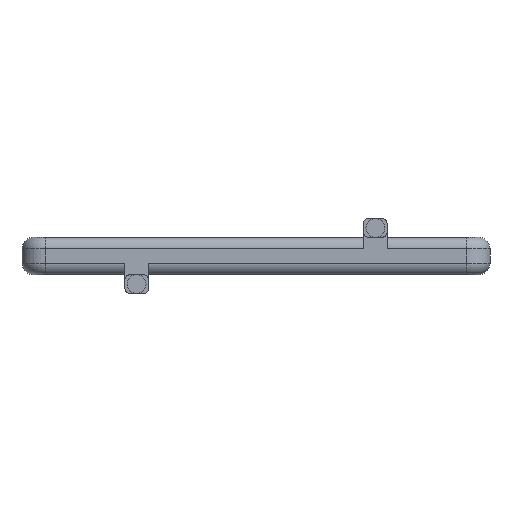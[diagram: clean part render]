
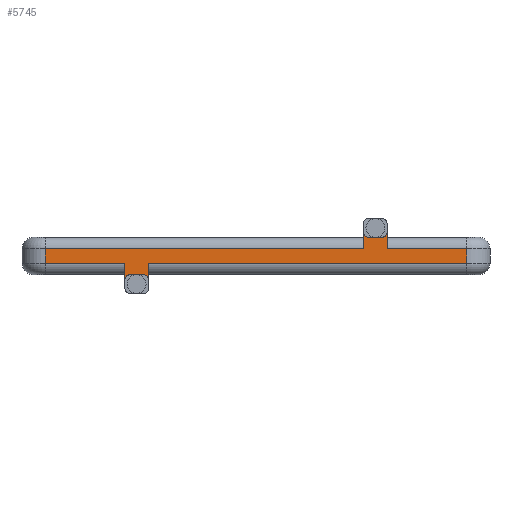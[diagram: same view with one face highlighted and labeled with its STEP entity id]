
A CAD part, front view. The second image highlights one B-rep face of the part: STEP entity #5745.
In plain terms, the highlighted planar face has unit normal (0, -1, 0).
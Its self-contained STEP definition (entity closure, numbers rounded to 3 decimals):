
#9 = CARTESIAN_POINT ( 'NONE',  ( 9., -11.5, 0.8 ) ) ;
#25 = DIRECTION ( 'NONE',  ( 0., 1., 0. ) ) ;
#68 = VECTOR ( 'NONE', #2087, 1000. ) ;
#95 = CARTESIAN_POINT ( 'NONE',  ( 9., -11.5, -0.3 ) ) ;
#183 = CARTESIAN_POINT ( 'NONE',  ( -9., -11.5, 0.3 ) ) ;
#190 = DIRECTION ( 'NONE',  ( 0., 0., -1. ) ) ;
#214 = LINE ( 'NONE', #4263, #3178 ) ;
#386 = VERTEX_POINT ( 'NONE', #4578 ) ;
#420 = EDGE_CURVE ( 'NONE', #1948, #2757, #502, .T. ) ;
#435 = CIRCLE ( 'NONE', #5323, 0.2 ) ;
#437 = DIRECTION ( 'NONE',  ( 0., 0., 1. ) ) ;
#454 = ORIENTED_EDGE ( 'NONE', *, *, #3679, .T. ) ;
#457 = CARTESIAN_POINT ( 'NONE',  ( 9., -11.5, -0.3 ) ) ;
#471 = CARTESIAN_POINT ( 'NONE',  ( -5.6, -11.5, -0.3 ) ) ;
#502 = LINE ( 'NONE', #3248, #902 ) ;
#547 = EDGE_CURVE ( 'NONE', #1911, #3463, #5702, .T. ) ;
#632 = CARTESIAN_POINT ( 'NONE',  ( 5.6, -11.5, 0.8 ) ) ;
#716 = VECTOR ( 'NONE', #5655, 1000. ) ;
#727 = EDGE_CURVE ( 'NONE', #792, #386, #214, .T. ) ;
#749 = CARTESIAN_POINT ( 'NONE',  ( 5.4, -11.5, 1. ) ) ;
#792 = VERTEX_POINT ( 'NONE', #3816 ) ;
#805 = VERTEX_POINT ( 'NONE', #1579 ) ;
#819 = DIRECTION ( 'NONE',  ( 0., 0., 1. ) ) ;
#859 = VECTOR ( 'NONE', #5461, 1000. ) ;
#869 = VERTEX_POINT ( 'NONE', #5402 ) ;
#871 = ORIENTED_EDGE ( 'NONE', *, *, #4412, .T. ) ;
#884 = CARTESIAN_POINT ( 'NONE',  ( -9., -11.5, -0.8 ) ) ;
#894 = VERTEX_POINT ( 'NONE', #457 ) ;
#902 = VECTOR ( 'NONE', #3160, 1000. ) ;
#918 = CARTESIAN_POINT ( 'NONE',  ( -9., -11.5, 0.3 ) ) ;
#920 = CARTESIAN_POINT ( 'NONE',  ( -4.8, -11.5, -1. ) ) ;
#1104 = CARTESIAN_POINT ( 'NONE',  ( -5.6, -11.5, -0.3 ) ) ;
#1332 = ORIENTED_EDGE ( 'NONE', *, *, #2166, .T. ) ;
#1348 = LINE ( 'NONE', #884, #4804 ) ;
#1413 = CARTESIAN_POINT ( 'NONE',  ( -4.6, -11.5, 0.8 ) ) ;
#1429 = DIRECTION ( 'NONE',  ( 0., 0., 1. ) ) ;
#1442 = LINE ( 'NONE', #9, #2237 ) ;
#1579 = CARTESIAN_POINT ( 'NONE',  ( 5.6, -11.5, 0.3 ) ) ;
#1606 = AXIS2_PLACEMENT_3D ( 'NONE', #749, #4753, #3441 ) ;
#1609 = VECTOR ( 'NONE', #5141, 1000. ) ;
#1765 = ORIENTED_EDGE ( 'NONE', *, *, #727, .T. ) ;
#1781 = LINE ( 'NONE', #918, #3766 ) ;
#1899 = DIRECTION ( 'NONE',  ( 1., 0., 0. ) ) ;
#1911 = VERTEX_POINT ( 'NONE', #1104 ) ;
#1948 = VERTEX_POINT ( 'NONE', #2651 ) ;
#2015 = AXIS2_PLACEMENT_3D ( 'NONE', #2214, #5327, #437 ) ;
#2087 = DIRECTION ( 'NONE',  ( 0., 0., -1. ) ) ;
#2088 = CARTESIAN_POINT ( 'NONE',  ( -9., -11.5, 0.8 ) ) ;
#2166 = EDGE_CURVE ( 'NONE', #2757, #792, #4223, .T. ) ;
#2214 = CARTESIAN_POINT ( 'NONE',  ( -5.4, -11.5, -1. ) ) ;
#2237 = VECTOR ( 'NONE', #3180, 1000. ) ;
#2269 = CIRCLE ( 'NONE', #1606, 0.2 ) ;
#2280 = ORIENTED_EDGE ( 'NONE', *, *, #5127, .F. ) ;
#2344 = EDGE_CURVE ( 'NONE', #4773, #4216, #3861, .T. ) ;
#2352 = EDGE_CURVE ( 'NONE', #3350, #4773, #1348, .T. ) ;
#2364 = EDGE_LOOP ( 'NONE', ( #5041, #2672, #2728, #4152, #3771, #2673, #2280, #3626, #4095, #1332, #1765, #871, #3144, #454, #2571, #3498 ) ) ;
#2537 = CARTESIAN_POINT ( 'NONE',  ( -5.4, -11.5, -0.8 ) ) ;
#2571 = ORIENTED_EDGE ( 'NONE', *, *, #2352, .T. ) ;
#2651 = CARTESIAN_POINT ( 'NONE',  ( 4.6, -11.5, 1. ) ) ;
#2672 = ORIENTED_EDGE ( 'NONE', *, *, #5627, .T. ) ;
#2673 = ORIENTED_EDGE ( 'NONE', *, *, #5810, .T. ) ;
#2720 = DIRECTION ( 'NONE',  ( 0., 0., 1. ) ) ;
#2728 = ORIENTED_EDGE ( 'NONE', *, *, #4894, .F. ) ;
#2757 = VERTEX_POINT ( 'NONE', #5786 ) ;
#2856 = VERTEX_POINT ( 'NONE', #3744 ) ;
#2934 = PLANE ( 'NONE',  #3006 ) ;
#3006 = AXIS2_PLACEMENT_3D ( 'NONE', #2088, #4788, #819 ) ;
#3144 = ORIENTED_EDGE ( 'NONE', *, *, #547, .T. ) ;
#3159 = DIRECTION ( 'NONE',  ( 1., 0., 0. ) ) ;
#3160 = DIRECTION ( 'NONE',  ( 0., 0., -1. ) ) ;
#3167 = VECTOR ( 'NONE', #3225, 1000. ) ;
#3178 = VECTOR ( 'NONE', #190, 1000. ) ;
#3180 = DIRECTION ( 'NONE',  ( 0., 0., -1. ) ) ;
#3208 = DIRECTION ( 'NONE',  ( 0., 0., 1. ) ) ;
#3225 = DIRECTION ( 'NONE',  ( 1., 0., 0. ) ) ;
#3248 = CARTESIAN_POINT ( 'NONE',  ( 4.6, -11.5, 0.8 ) ) ;
#3249 = LINE ( 'NONE', #471, #3167 ) ;
#3350 = VERTEX_POINT ( 'NONE', #2537 ) ;
#3441 = DIRECTION ( 'NONE',  ( 0., 0., 1. ) ) ;
#3463 = VERTEX_POINT ( 'NONE', #4938 ) ;
#3498 = ORIENTED_EDGE ( 'NONE', *, *, #2344, .T. ) ;
#3508 = FACE_OUTER_BOUND ( 'NONE', #2364, .T. ) ;
#3626 = ORIENTED_EDGE ( 'NONE', *, *, #4599, .T. ) ;
#3664 = CARTESIAN_POINT ( 'NONE',  ( -4.8, -11.5, -0.8 ) ) ;
#3679 = EDGE_CURVE ( 'NONE', #3463, #3350, #4818, .T. ) ;
#3705 = VERTEX_POINT ( 'NONE', #3745 ) ;
#3744 = CARTESIAN_POINT ( 'NONE',  ( -4.6, -11.5, -0.3 ) ) ;
#3745 = CARTESIAN_POINT ( 'NONE',  ( 9., -11.5, 0.3 ) ) ;
#3766 = VECTOR ( 'NONE', #4048, 1000. ) ;
#3771 = ORIENTED_EDGE ( 'NONE', *, *, #4005, .T. ) ;
#3816 = CARTESIAN_POINT ( 'NONE',  ( -9., -11.5, 0.3 ) ) ;
#3860 = CARTESIAN_POINT ( 'NONE',  ( -9., -11.5, 0.8 ) ) ;
#3861 = CIRCLE ( 'NONE', #5643, 0.2 ) ;
#4005 = EDGE_CURVE ( 'NONE', #805, #869, #5540, .T. ) ;
#4048 = DIRECTION ( 'NONE',  ( -1., 0., 0. ) ) ;
#4095 = ORIENTED_EDGE ( 'NONE', *, *, #420, .T. ) ;
#4104 = DIRECTION ( 'NONE',  ( 0., 1., 0. ) ) ;
#4120 = VECTOR ( 'NONE', #3208, 1000. ) ;
#4138 = LINE ( 'NONE', #95, #4334 ) ;
#4152 = ORIENTED_EDGE ( 'NONE', *, *, #5618, .T. ) ;
#4216 = VERTEX_POINT ( 'NONE', #5048 ) ;
#4223 = LINE ( 'NONE', #183, #1609 ) ;
#4263 = CARTESIAN_POINT ( 'NONE',  ( -9., -11.5, 0.8 ) ) ;
#4334 = VECTOR ( 'NONE', #1899, 1000. ) ;
#4412 = EDGE_CURVE ( 'NONE', #386, #1911, #3249, .T. ) ;
#4550 = CARTESIAN_POINT ( 'NONE',  ( 5.4, -11.5, 0.8 ) ) ;
#4578 = CARTESIAN_POINT ( 'NONE',  ( -9., -11.5, -0.3 ) ) ;
#4599 = EDGE_CURVE ( 'NONE', #5371, #1948, #435, .T. ) ;
#4753 = DIRECTION ( 'NONE',  ( 0., 1., 0. ) ) ;
#4773 = VERTEX_POINT ( 'NONE', #3664 ) ;
#4788 = DIRECTION ( 'NONE',  ( 0., 1., 0. ) ) ;
#4804 = VECTOR ( 'NONE', #3159, 1000. ) ;
#4818 = CIRCLE ( 'NONE', #2015, 0.2 ) ;
#4894 = EDGE_CURVE ( 'NONE', #3705, #894, #1442, .T. ) ;
#4938 = CARTESIAN_POINT ( 'NONE',  ( -5.6, -11.5, -1. ) ) ;
#4958 = EDGE_CURVE ( 'NONE', #4216, #2856, #5432, .T. ) ;
#4983 = CARTESIAN_POINT ( 'NONE',  ( 4.8, -11.5, 1. ) ) ;
#5041 = ORIENTED_EDGE ( 'NONE', *, *, #4958, .T. ) ;
#5048 = CARTESIAN_POINT ( 'NONE',  ( -4.6, -11.5, -1. ) ) ;
#5127 = EDGE_CURVE ( 'NONE', #5371, #5621, #5714, .T. ) ;
#5141 = DIRECTION ( 'NONE',  ( -1., 0., 0. ) ) ;
#5221 = CARTESIAN_POINT ( 'NONE',  ( -5.6, -11.5, 0.8 ) ) ;
#5323 = AXIS2_PLACEMENT_3D ( 'NONE', #4983, #25, #2720 ) ;
#5327 = DIRECTION ( 'NONE',  ( 0., 1., 0. ) ) ;
#5371 = VERTEX_POINT ( 'NONE', #5615 ) ;
#5402 = CARTESIAN_POINT ( 'NONE',  ( 5.6, -11.5, 1. ) ) ;
#5432 = LINE ( 'NONE', #1413, #4120 ) ;
#5461 = DIRECTION ( 'NONE',  ( 0., 0., 1. ) ) ;
#5540 = LINE ( 'NONE', #632, #859 ) ;
#5615 = CARTESIAN_POINT ( 'NONE',  ( 4.8, -11.5, 0.8 ) ) ;
#5618 = EDGE_CURVE ( 'NONE', #3705, #805, #1781, .T. ) ;
#5621 = VERTEX_POINT ( 'NONE', #4550 ) ;
#5627 = EDGE_CURVE ( 'NONE', #2856, #894, #4138, .T. ) ;
#5643 = AXIS2_PLACEMENT_3D ( 'NONE', #920, #4104, #1429 ) ;
#5655 = DIRECTION ( 'NONE',  ( 1., 0., 0. ) ) ;
#5702 = LINE ( 'NONE', #5221, #68 ) ;
#5714 = LINE ( 'NONE', #3860, #716 ) ;
#5745 = ADVANCED_FACE ( 'NONE', ( #3508 ), #2934, .F. ) ;
#5786 = CARTESIAN_POINT ( 'NONE',  ( 4.6, -11.5, 0.3 ) ) ;
#5810 = EDGE_CURVE ( 'NONE', #869, #5621, #2269, .T. ) ;
